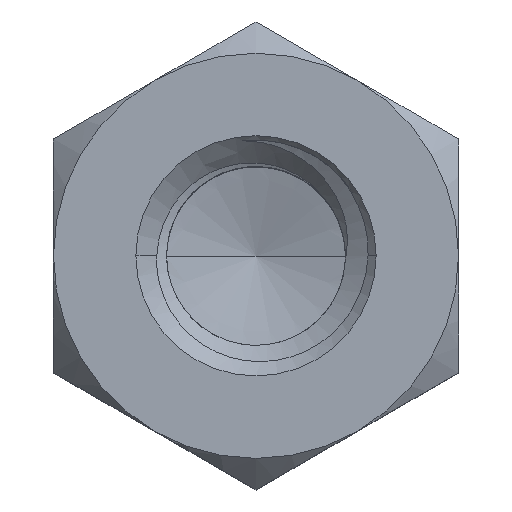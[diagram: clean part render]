
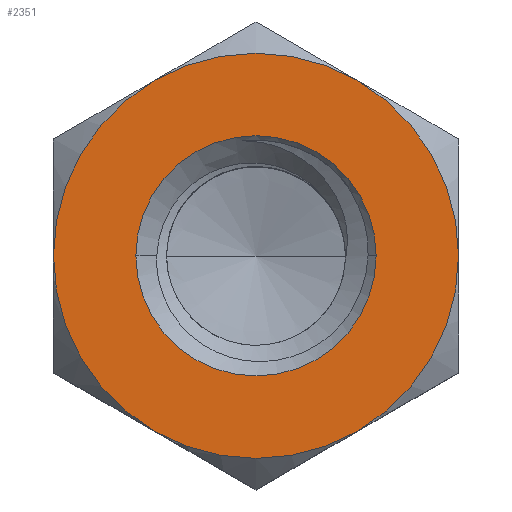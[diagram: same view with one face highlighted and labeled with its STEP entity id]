
A CAD part, top view. The second image highlights one B-rep face of the part: STEP entity #2351.
In plain terms, the highlighted planar face has unit normal (0, 0, 1).
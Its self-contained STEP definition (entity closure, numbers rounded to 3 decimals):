
#24 = CARTESIAN_POINT ( 'NONE',  ( 0., 0., 4. ) ) ;
#27 = DIRECTION ( 'NONE',  ( 0., 0., 1. ) ) ;
#129 = DIRECTION ( 'NONE',  ( 0., 0., 1. ) ) ;
#169 = VERTEX_POINT ( 'NONE', #1249 ) ;
#259 = DIRECTION ( 'NONE',  ( 0., 0., 1. ) ) ;
#351 = CIRCLE ( 'NONE', #2624, 3.5 ) ;
#388 = VERTEX_POINT ( 'NONE', #695 ) ;
#424 = AXIS2_PLACEMENT_3D ( 'NONE', #673, #27, #1902 ) ;
#431 = CARTESIAN_POINT ( 'NONE',  ( 0., 0., 4. ) ) ;
#439 = AXIS2_PLACEMENT_3D ( 'NONE', #431, #2134, #2163 ) ;
#451 = ORIENTED_EDGE ( 'NONE', *, *, #1341, .T. ) ;
#452 = CARTESIAN_POINT ( 'NONE',  ( -1.75, 3.031, 4. ) ) ;
#474 = DIRECTION ( 'NONE',  ( 1., 0., 0. ) ) ;
#519 = FACE_BOUND ( 'NONE', #2343, .T. ) ;
#586 = ORIENTED_EDGE ( 'NONE', *, *, #857, .F. ) ;
#593 = EDGE_CURVE ( 'NONE', #1002, #2550, #2347, .T. ) ;
#673 = CARTESIAN_POINT ( 'NONE',  ( 0., 0., 4. ) ) ;
#688 = CIRCLE ( 'NONE', #424, 2.076 ) ;
#695 = CARTESIAN_POINT ( 'NONE',  ( -2.076, 0., 4. ) ) ;
#732 = CARTESIAN_POINT ( 'NONE',  ( -3.5, 0., 4. ) ) ;
#774 = CIRCLE ( 'NONE', #439, 3.5 ) ;
#776 = ORIENTED_EDGE ( 'NONE', *, *, #1250, .T. ) ;
#807 = ORIENTED_EDGE ( 'NONE', *, *, #2271, .T. ) ;
#837 = VERTEX_POINT ( 'NONE', #2128 ) ;
#857 = EDGE_CURVE ( 'NONE', #388, #1897, #1112, .T. ) ;
#895 = CARTESIAN_POINT ( 'NONE',  ( 0., 0., 4. ) ) ;
#902 = AXIS2_PLACEMENT_3D ( 'NONE', #2319, #1041, #2135 ) ;
#953 = DIRECTION ( 'NONE',  ( 0., 0., 1. ) ) ;
#1002 = VERTEX_POINT ( 'NONE', #1092 ) ;
#1016 = CARTESIAN_POINT ( 'NONE',  ( 0., 0., 4. ) ) ;
#1041 = DIRECTION ( 'NONE',  ( 0., 0., 1. ) ) ;
#1092 = CARTESIAN_POINT ( 'NONE',  ( 3.5, 0., 4. ) ) ;
#1112 = CIRCLE ( 'NONE', #1163, 2.076 ) ;
#1163 = AXIS2_PLACEMENT_3D ( 'NONE', #895, #1747, #1318 ) ;
#1170 = ORIENTED_EDGE ( 'NONE', *, *, #593, .T. ) ;
#1195 = DIRECTION ( 'NONE',  ( 1., 0., 0. ) ) ;
#1249 = CARTESIAN_POINT ( 'NONE',  ( 1.75, -3.031, 4. ) ) ;
#1250 = EDGE_CURVE ( 'NONE', #2033, #837, #774, .T. ) ;
#1318 = DIRECTION ( 'NONE',  ( 1., 0., 0. ) ) ;
#1341 = EDGE_CURVE ( 'NONE', #169, #1002, #1932, .T. ) ;
#1468 = DIRECTION ( 'NONE',  ( 0., 0., 1. ) ) ;
#1490 = ORIENTED_EDGE ( 'NONE', *, *, #2438, .T. ) ;
#1512 = EDGE_LOOP ( 'NONE', ( #451, #1170, #807, #1490, #776, #2754 ) ) ;
#1516 = DIRECTION ( 'NONE',  ( 0., 0., 1. ) ) ;
#1528 = CARTESIAN_POINT ( 'NONE',  ( 0., 0., 4. ) ) ;
#1582 = CARTESIAN_POINT ( 'NONE',  ( 0., 0., 4. ) ) ;
#1622 = AXIS2_PLACEMENT_3D ( 'NONE', #24, #1516, #1728 ) ;
#1677 = DIRECTION ( 'NONE',  ( 1., 0., 0. ) ) ;
#1728 = DIRECTION ( 'NONE',  ( 1., 0., 0. ) ) ;
#1747 = DIRECTION ( 'NONE',  ( 0., 0., 1. ) ) ;
#1823 = CARTESIAN_POINT ( 'NONE',  ( 0., 0., 4. ) ) ;
#1835 = ORIENTED_EDGE ( 'NONE', *, *, #2618, .F. ) ;
#1897 = VERTEX_POINT ( 'NONE', #2387 ) ;
#1902 = DIRECTION ( 'NONE',  ( 1., 0., 0. ) ) ;
#1932 = CIRCLE ( 'NONE', #1622, 3.5 ) ;
#1950 = AXIS2_PLACEMENT_3D ( 'NONE', #1016, #1468, #1677 ) ;
#1965 = EDGE_CURVE ( 'NONE', #837, #169, #2242, .T. ) ;
#2029 = AXIS2_PLACEMENT_3D ( 'NONE', #1528, #259, #474 ) ;
#2033 = VERTEX_POINT ( 'NONE', #732 ) ;
#2096 = PLANE ( 'NONE',  #902 ) ;
#2101 = CIRCLE ( 'NONE', #1950, 3.5 ) ;
#2128 = CARTESIAN_POINT ( 'NONE',  ( -1.75, -3.031, 4. ) ) ;
#2134 = DIRECTION ( 'NONE',  ( 0., 0., 1. ) ) ;
#2135 = DIRECTION ( 'NONE',  ( 1., 0., 0. ) ) ;
#2163 = DIRECTION ( 'NONE',  ( 1., 0., 0. ) ) ;
#2225 = AXIS2_PLACEMENT_3D ( 'NONE', #1823, #129, #1195 ) ;
#2230 = DIRECTION ( 'NONE',  ( 1., 0., 0. ) ) ;
#2242 = CIRCLE ( 'NONE', #2029, 3.5 ) ;
#2271 = EDGE_CURVE ( 'NONE', #2550, #2424, #2101, .T. ) ;
#2319 = CARTESIAN_POINT ( 'NONE',  ( 0., 0., 4. ) ) ;
#2333 = CARTESIAN_POINT ( 'NONE',  ( 1.75, 3.031, 4. ) ) ;
#2343 = EDGE_LOOP ( 'NONE', ( #1835, #586 ) ) ;
#2347 = CIRCLE ( 'NONE', #2225, 3.5 ) ;
#2351 = ADVANCED_FACE ( 'NONE', ( #519, #2354 ), #2096, .T. ) ;
#2354 = FACE_OUTER_BOUND ( 'NONE', #1512, .T. ) ;
#2387 = CARTESIAN_POINT ( 'NONE',  ( 2.076, 0., 4. ) ) ;
#2424 = VERTEX_POINT ( 'NONE', #452 ) ;
#2438 = EDGE_CURVE ( 'NONE', #2424, #2033, #351, .T. ) ;
#2550 = VERTEX_POINT ( 'NONE', #2333 ) ;
#2618 = EDGE_CURVE ( 'NONE', #1897, #388, #688, .T. ) ;
#2624 = AXIS2_PLACEMENT_3D ( 'NONE', #1582, #953, #2230 ) ;
#2754 = ORIENTED_EDGE ( 'NONE', *, *, #1965, .T. ) ;
